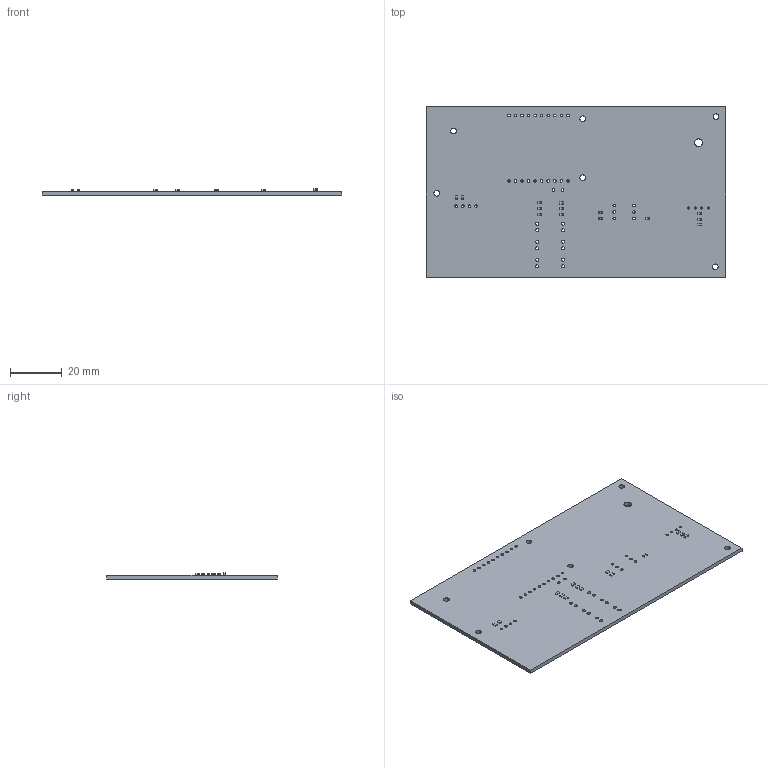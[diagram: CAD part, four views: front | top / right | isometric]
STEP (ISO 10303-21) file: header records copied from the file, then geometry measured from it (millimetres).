
FILE_DESCRIPTION(('KiCad electronic assembly'),'2;1');
FILE_NAME('Lab_Sensor_Draft 1.step','2025-07-23T09:56:55',('Pcbnew'),( 'Kicad'),'Open CASCADE STEP processor 7.9','KiCad to STEP converter' ,'Unknown');
FILE_SCHEMA(('AUTOMOTIVE_DESIGN { 1 0 10303 214 1 1 1 1 }'));
Length unit declared in the file: millimetre
Products named in the file (4): Lab_Sensor_Draft 1 1; R_0603_1608Metric; C_0603_1608Metric; Lab_Sensor_Draft 1_PCB
Assembly tree (15 placements, depth 2):
  Lab_Sensor_Draft 1 1
    R_0603_1608Metric  x13
    C_0603_1608Metric
    Lab_Sensor_Draft 1_PCB
Bounding box: 116 x 66 x 2.4 mm (x, y, z)
Volume: 11461.4 mm3; surface area: 16100.3 mm2
Topology: 15 solids, 15 shells, 427 faces, 1133 edges, 738 vertices
Faces by surface type: plane 256, cylinder 171
Full cylindrical faces by diameter (mm): 0.8 x4, 1 x30, 1.02 x2, 1.21 x12, 2.2 x6, 3 x1
Entity records: 4498 total; most frequent: DIRECTION 729, CARTESIAN_POINT 658, ORIENTED_EDGE 634, EDGE_CURVE 317, AXIS2_PLACEMENT_3D 281, FACE_BOUND 227, EDGE_LOOP 227, VERTEX_POINT 210
